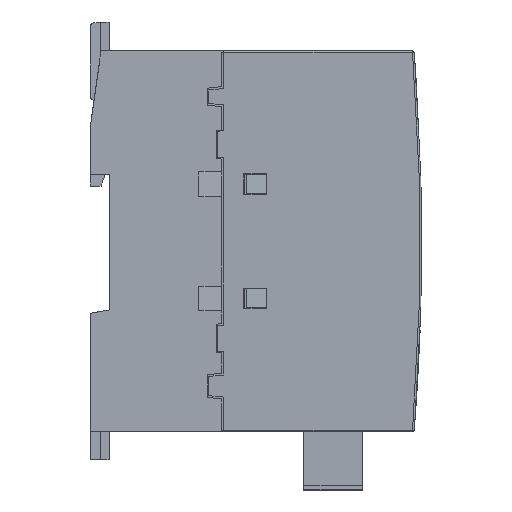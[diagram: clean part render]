
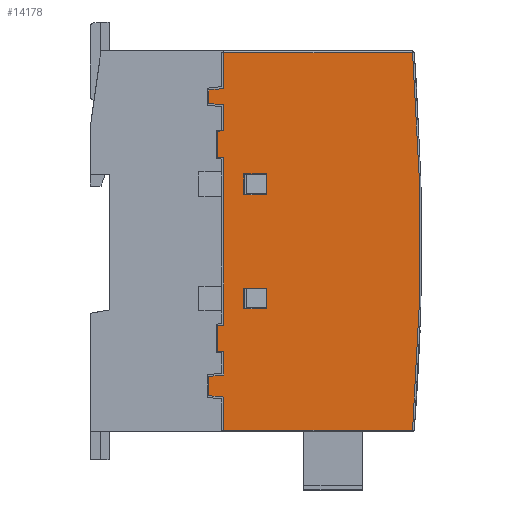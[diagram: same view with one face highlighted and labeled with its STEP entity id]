
A CAD part, left-side view. The second image highlights one B-rep face of the part: STEP entity #14178.
In plain terms, the highlighted planar face has unit normal (-1, 0, 0).
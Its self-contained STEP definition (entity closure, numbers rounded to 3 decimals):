
#13684=FACE_BOUND('',#19118,.T.);
#13685=FACE_BOUND('',#19119,.T.);
#13686=FACE_BOUND('',#19120,.T.);
#14178=ADVANCED_FACE('NONE',(#13684,#13685,#13686),#15859,.F.);
#15859=PLANE('',#47731);
#19118=EDGE_LOOP('',(#23276,#23277,#23278,#23279,#23280,#23281,#23282,#23283,
#23284,#23285,#23286,#23287,#23288,#23289,#23290,#23291,#23292,#23293,#23294,
#23295));
#19119=EDGE_LOOP('',(#23296,#23297,#23298,#23299));
#19120=EDGE_LOOP('',(#23300,#23301,#23302,#23303));
#20589=CIRCLE('',#47730,614.6);
#23276=ORIENTED_EDGE('',*,*,#35815,.T.);
#23277=ORIENTED_EDGE('',*,*,#35816,.T.);
#23278=ORIENTED_EDGE('',*,*,#35817,.T.);
#23279=ORIENTED_EDGE('',*,*,#35818,.T.);
#23280=ORIENTED_EDGE('',*,*,#35819,.T.);
#23281=ORIENTED_EDGE('',*,*,#35820,.T.);
#23282=ORIENTED_EDGE('',*,*,#35821,.T.);
#23283=ORIENTED_EDGE('',*,*,#35822,.T.);
#23284=ORIENTED_EDGE('',*,*,#35823,.T.);
#23285=ORIENTED_EDGE('',*,*,#35824,.T.);
#23286=ORIENTED_EDGE('',*,*,#35825,.T.);
#23287=ORIENTED_EDGE('',*,*,#35826,.T.);
#23288=ORIENTED_EDGE('',*,*,#35827,.T.);
#23289=ORIENTED_EDGE('',*,*,#35828,.T.);
#23290=ORIENTED_EDGE('',*,*,#35829,.T.);
#23291=ORIENTED_EDGE('',*,*,#35830,.T.);
#23292=ORIENTED_EDGE('',*,*,#35831,.T.);
#23293=ORIENTED_EDGE('',*,*,#35832,.T.);
#23294=ORIENTED_EDGE('',*,*,#35833,.T.);
#23295=ORIENTED_EDGE('',*,*,#35834,.T.);
#23296=ORIENTED_EDGE('',*,*,#35835,.T.);
#23297=ORIENTED_EDGE('',*,*,#35293,.T.);
#23298=ORIENTED_EDGE('',*,*,#35836,.T.);
#23299=ORIENTED_EDGE('',*,*,#35837,.T.);
#23300=ORIENTED_EDGE('',*,*,#35838,.T.);
#23301=ORIENTED_EDGE('',*,*,#35309,.T.);
#23302=ORIENTED_EDGE('',*,*,#35839,.T.);
#23303=ORIENTED_EDGE('',*,*,#35840,.T.);
#31265=VERTEX_POINT('',#59875);
#31266=VERTEX_POINT('',#59877);
#31279=VERTEX_POINT('',#59907);
#31280=VERTEX_POINT('',#59909);
#31662=VERTEX_POINT('',#60846);
#31663=VERTEX_POINT('',#60847);
#31664=VERTEX_POINT('',#60849);
#31665=VERTEX_POINT('',#60851);
#31666=VERTEX_POINT('',#60853);
#31667=VERTEX_POINT('',#60855);
#31668=VERTEX_POINT('',#60857);
#31669=VERTEX_POINT('',#60859);
#31670=VERTEX_POINT('',#60861);
#31671=VERTEX_POINT('',#60863);
#31672=VERTEX_POINT('',#60865);
#31673=VERTEX_POINT('',#60867);
#31674=VERTEX_POINT('',#60869);
#31675=VERTEX_POINT('',#60871);
#31676=VERTEX_POINT('',#60873);
#31677=VERTEX_POINT('',#60875);
#31678=VERTEX_POINT('',#60877);
#31679=VERTEX_POINT('',#60879);
#31680=VERTEX_POINT('',#60881);
#31681=VERTEX_POINT('',#60883);
#31682=VERTEX_POINT('',#60886);
#31683=VERTEX_POINT('',#60888);
#31684=VERTEX_POINT('',#60891);
#31685=VERTEX_POINT('',#60893);
#35293=EDGE_CURVE('NONE',#31266,#31265,#40445,.T.);
#35309=EDGE_CURVE('NONE',#31280,#31279,#40461,.T.);
#35815=EDGE_CURVE('NONE',#31662,#31663,#40943,.T.);
#35816=EDGE_CURVE('NONE',#31663,#31664,#40944,.T.);
#35817=EDGE_CURVE('NONE',#31664,#31665,#20589,.T.);
#35818=EDGE_CURVE('NONE',#31665,#31666,#40945,.T.);
#35819=EDGE_CURVE('NONE',#31666,#31667,#40946,.T.);
#35820=EDGE_CURVE('NONE',#31667,#31668,#40947,.T.);
#35821=EDGE_CURVE('NONE',#31668,#31669,#40948,.T.);
#35822=EDGE_CURVE('NONE',#31669,#31670,#40949,.T.);
#35823=EDGE_CURVE('NONE',#31670,#31671,#40950,.T.);
#35824=EDGE_CURVE('NONE',#31671,#31672,#40951,.T.);
#35825=EDGE_CURVE('NONE',#31672,#31673,#40952,.T.);
#35826=EDGE_CURVE('NONE',#31673,#31674,#40953,.T.);
#35827=EDGE_CURVE('NONE',#31674,#31675,#40954,.T.);
#35828=EDGE_CURVE('NONE',#31675,#31676,#40955,.T.);
#35829=EDGE_CURVE('NONE',#31676,#31677,#40956,.T.);
#35830=EDGE_CURVE('NONE',#31677,#31678,#40957,.T.);
#35831=EDGE_CURVE('NONE',#31678,#31679,#40958,.T.);
#35832=EDGE_CURVE('NONE',#31679,#31680,#40959,.T.);
#35833=EDGE_CURVE('NONE',#31680,#31681,#40960,.T.);
#35834=EDGE_CURVE('NONE',#31681,#31662,#40961,.T.);
#35835=EDGE_CURVE('NONE',#31682,#31266,#40962,.T.);
#35836=EDGE_CURVE('NONE',#31265,#31683,#40963,.T.);
#35837=EDGE_CURVE('NONE',#31683,#31682,#40964,.T.);
#35838=EDGE_CURVE('NONE',#31684,#31280,#40965,.T.);
#35839=EDGE_CURVE('NONE',#31279,#31685,#40966,.T.);
#35840=EDGE_CURVE('NONE',#31685,#31684,#40967,.T.);
#40445=LINE('',#59876,#44524);
#40461=LINE('',#59908,#44540);
#40943=LINE('',#60845,#45022);
#40944=LINE('',#60848,#45023);
#40945=LINE('',#60852,#45024);
#40946=LINE('',#60854,#45025);
#40947=LINE('',#60856,#45026);
#40948=LINE('',#60858,#45027);
#40949=LINE('',#60860,#45028);
#40950=LINE('',#60862,#45029);
#40951=LINE('',#60864,#45030);
#40952=LINE('',#60866,#45031);
#40953=LINE('',#60868,#45032);
#40954=LINE('',#60870,#45033);
#40955=LINE('',#60872,#45034);
#40956=LINE('',#60874,#45035);
#40957=LINE('',#60876,#45036);
#40958=LINE('',#60878,#45037);
#40959=LINE('',#60880,#45038);
#40960=LINE('',#60882,#45039);
#40961=LINE('',#60884,#45040);
#40962=LINE('',#60885,#45041);
#40963=LINE('',#60887,#45042);
#40964=LINE('',#60889,#45043);
#40965=LINE('',#60890,#45044);
#40966=LINE('',#60892,#45045);
#40967=LINE('',#60894,#45046);
#44524=VECTOR('',#51242,1.);
#44540=VECTOR('',#51262,1.);
#45022=VECTOR('',#51858,1.);
#45023=VECTOR('',#51859,1.);
#45024=VECTOR('',#51862,1.);
#45025=VECTOR('',#51863,1.);
#45026=VECTOR('',#51864,1.);
#45027=VECTOR('',#51865,1.);
#45028=VECTOR('',#51866,1.);
#45029=VECTOR('',#51867,1.);
#45030=VECTOR('',#51868,1.);
#45031=VECTOR('',#51869,1.);
#45032=VECTOR('',#51870,1.);
#45033=VECTOR('',#51871,1.);
#45034=VECTOR('',#51872,1.);
#45035=VECTOR('',#51873,1.);
#45036=VECTOR('',#51874,1.);
#45037=VECTOR('',#51875,1.);
#45038=VECTOR('',#51876,1.);
#45039=VECTOR('',#51877,1.);
#45040=VECTOR('',#51878,1.);
#45041=VECTOR('',#51879,1.);
#45042=VECTOR('',#51880,1.);
#45043=VECTOR('',#51881,1.);
#45044=VECTOR('',#51882,1.);
#45045=VECTOR('',#51883,1.);
#45046=VECTOR('',#51884,1.);
#47730=AXIS2_PLACEMENT_3D('',#60850,#51860,#51861);
#47731=AXIS2_PLACEMENT_3D('',#60895,#51885,#51886);
#51242=DIRECTION('',(0.,-1.,0.));
#51262=DIRECTION('',(0.,-1.,0.));
#51858=DIRECTION('',(0.,-1.,0.));
#51859=DIRECTION('',(0.,0.,1.));
#51860=DIRECTION('',(-1.,0.,0.));
#51861=DIRECTION('',(0.,0.,-1.));
#51862=DIRECTION('',(0.,0.,-1.));
#51863=DIRECTION('',(0.,-1.,0.));
#51864=DIRECTION('',(0.,-0.101,-0.995));
#51865=DIRECTION('',(0.,-1.,0.));
#51866=DIRECTION('',(0.,-0.101,0.995));
#51867=DIRECTION('',(0.,-1.,0.));
#51868=DIRECTION('',(0.,-0.017,-1.));
#51869=DIRECTION('',(0.,-1.,0.));
#51870=DIRECTION('',(0.,-0.087,0.996));
#51871=DIRECTION('',(0.,-1.,0.));
#51872=DIRECTION('',(0.,-0.087,-0.996));
#51873=DIRECTION('',(0.,-1.,0.));
#51874=DIRECTION('',(0.,-0.017,1.));
#51875=DIRECTION('',(0.,-1.,0.));
#51876=DIRECTION('',(0.,-0.101,-0.995));
#51877=DIRECTION('',(0.,-1.,0.));
#51878=DIRECTION('',(0.,-0.101,0.995));
#51879=DIRECTION('',(0.,0.,1.));
#51880=DIRECTION('',(0.,0.,-1.));
#51881=DIRECTION('',(0.,1.,0.));
#51882=DIRECTION('',(0.,0.,1.));
#51883=DIRECTION('',(0.,0.,-1.));
#51884=DIRECTION('',(0.,1.,0.));
#51885=DIRECTION('',(1.,0.,0.));
#51886=DIRECTION('',(0.,1.,0.));
#59875=CARTESIAN_POINT('',(-22.5,-17.75,11.3));
#59876=CARTESIAN_POINT('',(-22.5,-49.6,11.3));
#59877=CARTESIAN_POINT('',(-22.5,-12.25,11.3));
#59907=CARTESIAN_POINT('',(-22.5,12.25,11.3));
#59908=CARTESIAN_POINT('',(-22.5,-49.6,11.3));
#59909=CARTESIAN_POINT('',(-22.5,17.75,11.3));
#60845=CARTESIAN_POINT('',(-22.5,-49.6,0.));
#60846=CARTESIAN_POINT('',(-22.5,-40.903,0.));
#60847=CARTESIAN_POINT('',(-22.5,-49.6,0.));
#60848=CARTESIAN_POINT('',(-22.5,-49.6,50.));
#60849=CARTESIAN_POINT('',(-22.5,-49.6,49.631));
#60850=CARTESIAN_POINT('',(-22.5,0.,-562.964));
#60851=CARTESIAN_POINT('',(-22.5,49.6,49.631));
#60852=CARTESIAN_POINT('',(-22.5,49.6,0.));
#60853=CARTESIAN_POINT('',(-22.5,49.6,0.));
#60854=CARTESIAN_POINT('',(-22.5,-49.6,0.));
#60855=CARTESIAN_POINT('',(-22.5,40.153,0.));
#60856=CARTESIAN_POINT('',(-22.5,35.786,-43.226));
#60857=CARTESIAN_POINT('',(-22.5,39.759,-3.9));
#60858=CARTESIAN_POINT('',(-22.5,-49.6,-3.9));
#60859=CARTESIAN_POINT('',(-22.5,36.241,-3.9));
#60860=CARTESIAN_POINT('',(-22.5,38.444,-25.705));
#60861=CARTESIAN_POINT('',(-22.5,35.847,0.));
#60862=CARTESIAN_POINT('',(-22.5,-49.6,0.));
#60863=CARTESIAN_POINT('',(-22.5,29.,0.));
#60864=CARTESIAN_POINT('',(-22.5,28.372,-35.961));
#60865=CARTESIAN_POINT('',(-22.5,28.972,-1.6));
#60866=CARTESIAN_POINT('',(-22.5,-49.6,-1.6));
#60867=CARTESIAN_POINT('',(-22.5,22.14,-1.6));
#60868=CARTESIAN_POINT('',(-22.5,24.46,-28.121));
#60869=CARTESIAN_POINT('',(-22.5,22.,0.));
#60870=CARTESIAN_POINT('',(-22.5,-49.6,0.));
#60871=CARTESIAN_POINT('',(-22.5,-22.,0.));
#60872=CARTESIAN_POINT('',(-22.5,-25.214,-36.734));
#60873=CARTESIAN_POINT('',(-22.5,-22.14,-1.6));
#60874=CARTESIAN_POINT('',(-22.5,-49.6,-1.6));
#60875=CARTESIAN_POINT('',(-22.5,-28.972,-1.6));
#60876=CARTESIAN_POINT('',(-22.5,-28.403,-34.23));
#60877=CARTESIAN_POINT('',(-22.5,-29.,0.));
#60878=CARTESIAN_POINT('',(-22.5,-49.6,0.));
#60879=CARTESIAN_POINT('',(-22.5,-35.097,0.));
#60880=CARTESIAN_POINT('',(-22.5,-38.704,-35.701));
#60881=CARTESIAN_POINT('',(-22.5,-35.491,-3.9));
#60882=CARTESIAN_POINT('',(-22.5,-49.6,-3.9));
#60883=CARTESIAN_POINT('',(-22.5,-40.509,-3.9));
#60884=CARTESIAN_POINT('',(-22.5,-37.53,-33.381));
#60885=CARTESIAN_POINT('',(-22.5,-12.25,-34.6));
#60886=CARTESIAN_POINT('',(-22.5,-12.25,5.3));
#60887=CARTESIAN_POINT('',(-22.5,-17.75,-34.6));
#60888=CARTESIAN_POINT('',(-22.5,-17.75,5.3));
#60889=CARTESIAN_POINT('',(-22.5,-49.6,5.3));
#60890=CARTESIAN_POINT('',(-22.5,17.75,-34.6));
#60891=CARTESIAN_POINT('',(-22.5,17.75,5.3));
#60892=CARTESIAN_POINT('',(-22.5,12.25,-34.6));
#60893=CARTESIAN_POINT('',(-22.5,12.25,5.3));
#60894=CARTESIAN_POINT('',(-22.5,-49.6,5.3));
#60895=CARTESIAN_POINT('',(-22.5,-49.6,-34.6));
